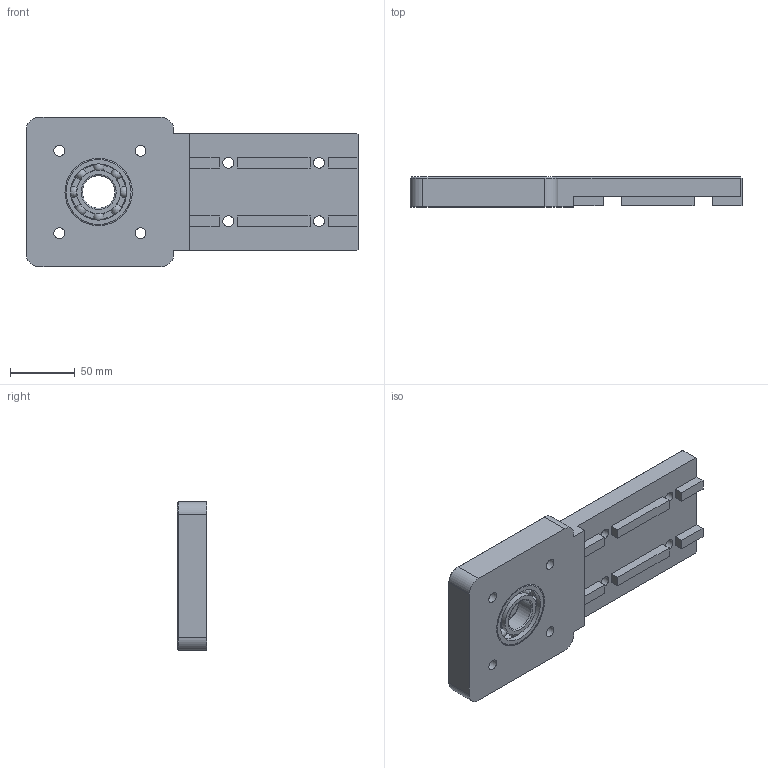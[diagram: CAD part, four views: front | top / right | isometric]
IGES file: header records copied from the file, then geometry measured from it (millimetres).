
Global section: file name: 909002.49.stp.ipt; native system: Autodesk Inventor 2014; preprocessor: unknown; author: zeman; date: 20151020.100324; units: millimetre
Bounding box: 256 x 23 x 115 mm (x, y, z)
Volume: 475390.3 mm3; surface area: 86013.4 mm2
Topology: 2 solids, 2 shells, 117 faces, 367 edges, 248 vertices
Faces by surface type: plane 60, revolution 38, sphere 8, cylinder 7, cone 4
Full cylindrical faces by diameter (mm): 33.64 x2, 52 x1
